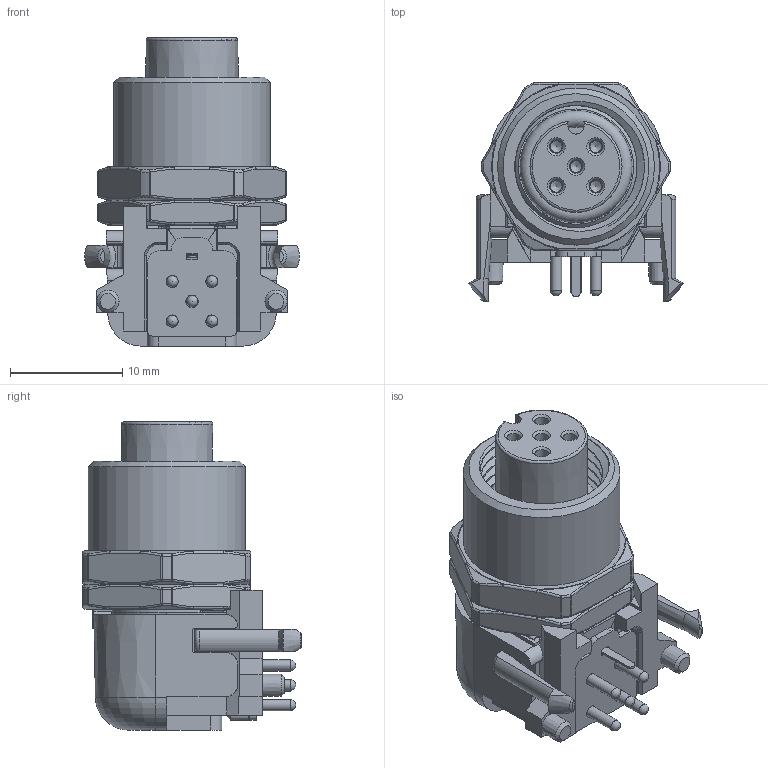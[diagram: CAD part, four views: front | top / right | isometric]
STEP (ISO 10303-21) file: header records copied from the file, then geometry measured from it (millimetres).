
FILE_DESCRIPTION(/* description */ ('Unknown'),/* implementation_level */ '2;1');
FILE_NAME(/* name */ '643280100305',/* time_stamp */ '2022-09-13T15:41:31+02:00',/* author */ ('Unknown'),/* organization */ ('Unknown'),/* preprocessor_version */ 'ST-DEVELOPER v16.7',/* originating_system */ 'Solid Edge',/* authorisation */ 'Unknown');
FILE_SCHEMA (('AUTOMOTIVE_DESIGN {1 0 10303 214 3 1 1}'));
Length unit declared in the file: millimetre
Products named in the file (15): 6432801003xx; 6432801003xx_Pin 1; 6432801003xx_Pin 2; 6432801003xx_Pin 3; 6432801003xx_Pin 4; 6432801003xx_Cover; 6432801003xx_Pin Holder; 6432801003xx_Panel Nut; 6432801003xx_Mating O-Ring; 6432801003xx_Panel O-Ring; 6432801003xx_Shell O-Ring; 6432801003xx_Shell; 6432801003xx_Peg; 643280100305; 643280100305_Pin 5
Assembly tree (14 placements, depth 2):
  6432801003xx
    6432801003xx_Pin 1
    6432801003xx_Pin 2
    6432801003xx_Pin 3
    6432801003xx_Pin 4
    6432801003xx_Cover
    6432801003xx_Pin Holder
    6432801003xx_Panel Nut
    6432801003xx_Mating O-Ring
    6432801003xx_Panel O-Ring
    6432801003xx_Shell O-Ring
    6432801003xx_Shell
    6432801003xx_Peg
    643280100305
    643280100305_Pin 5
Bounding box: 19.2 x 19.5 x 27.5 mm (x, y, z)
Volume: 3447.1 mm3; surface area: 6793.9 mm2
Topology: 14 solids, 14 shells, 1145 faces, 2876 edges, 1781 vertices
Faces by surface type: plane 441, cylinder 283, bspline 110, sphere 109, cone 106, torus 96
Full cylindrical faces by diameter (mm): 1 x5, 1.05 x5, 1.1 x5, 1.2 x5, 1.4 x3, 1.6 x10, 1.66 x5, 1.72 x5, 1.98 x3, 8.4 x1, 9.1 x2, 10 x2, 12 x1, 14 x1, 14.4 x1
Entity records: 42637 total; most frequent: CARTESIAN_POINT 16520, ORIENTED_EDGE 5354, DIRECTION 5229, EDGE_CURVE 2677, AXIS2_PLACEMENT_3D 2006, VERTEX_POINT 1708, FACE_BOUND 1323, EDGE_LOOP 1315
